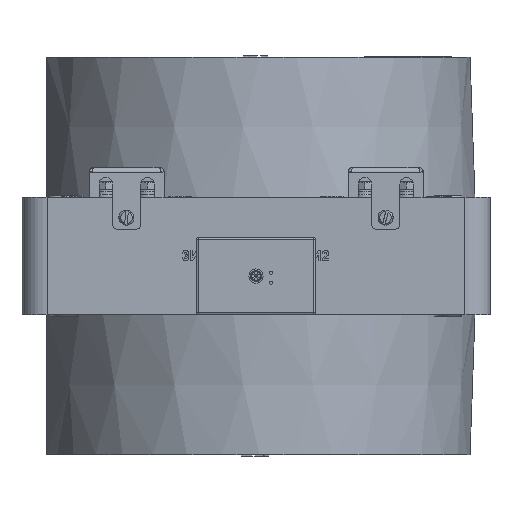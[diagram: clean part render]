
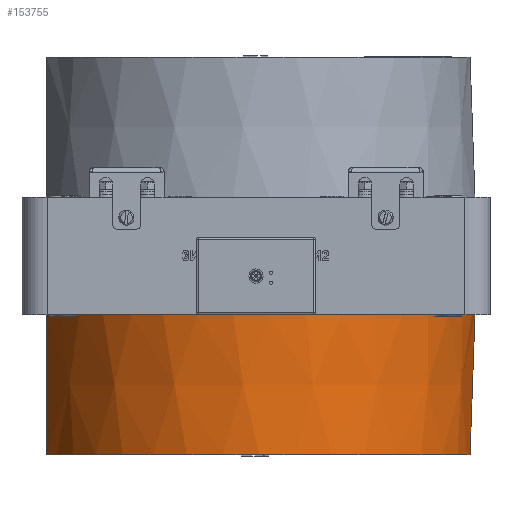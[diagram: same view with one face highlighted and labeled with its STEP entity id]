
A CAD part, front view. The second image highlights one B-rep face of the part: STEP entity #153755.
In plain terms, the highlighted conical face has half-angle 2 degrees and reference radius 131 mm.
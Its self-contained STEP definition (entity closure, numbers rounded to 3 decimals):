
#2383 = CARTESIAN_POINT ( 'NONE',  ( 131., 0., -35. ) ) ;
#4186 = CARTESIAN_POINT ( 'NONE',  ( 0., 0., -119. ) ) ;
#7706 = CARTESIAN_POINT ( 'NONE',  ( -125.367, -38., -35. ) ) ;
#10298 = CARTESIAN_POINT ( 'NONE',  ( -125.367, -28.464, -105.043 ) ) ;
#17449 = CONICAL_SURFACE ( 'NONE', #28047, 131., 0.035 ) ;
#19417 = DIRECTION ( 'NONE',  ( -1., 0., 0. ) ) ;
#25496 = CARTESIAN_POINT ( 'NONE',  ( -125.367, -26.155, -119. ) ) ;
#28047 = AXIS2_PLACEMENT_3D ( 'NONE', #141586, #96054, #82208 ) ;
#34528 = CARTESIAN_POINT ( 'NONE',  ( 128.067, 0., -119. ) ) ;
#34667 = LINE ( 'NONE', #2383, #190740 ) ;
#50370 = EDGE_CURVE ( 'NONE', #165851, #51522, #34667, .T. ) ;
#51522 = VERTEX_POINT ( 'NONE', #133162 ) ;
#55158 = CARTESIAN_POINT ( 'NONE',  ( -125.367, -36.311, -49.034 ) ) ;
#57189 = ORIENTED_EDGE ( 'NONE', *, *, #123735, .F. ) ;
#63210 = AXIS2_PLACEMENT_3D ( 'NONE', #77303, #182942, #92454 ) ;
#70380 = CARTESIAN_POINT ( 'NONE',  ( -125.367, -34.523, -63.056 ) ) ;
#77303 = CARTESIAN_POINT ( 'NONE',  ( 0., 0., -35. ) ) ;
#82208 = DIRECTION ( 'NONE',  ( 1., 0., 0. ) ) ;
#82973 = EDGE_CURVE ( 'NONE', #94239, #150186, #149418, .T. ) ;
#92454 = DIRECTION ( 'NONE',  ( 1., 0., 0. ) ) ;
#94239 = VERTEX_POINT ( 'NONE', #7706 ) ;
#96054 = DIRECTION ( 'NONE',  ( 0., 0., 1. ) ) ;
#100545 = CIRCLE ( 'NONE', #123236, 128.067 ) ;
#100793 = CARTESIAN_POINT ( 'NONE',  ( -125.367, -30.594, -91.06 ) ) ;
#101354 = EDGE_CURVE ( 'NONE', #150186, #165851, #100545, .T. ) ;
#107991 = DIRECTION ( 'NONE',  ( 0.035, 0., 0.999 ) ) ;
#109827 = DIRECTION ( 'NONE',  ( 0., 0., 1. ) ) ;
#115979 = CARTESIAN_POINT ( 'NONE',  ( -125.367, -27.347, -112.03 ) ) ;
#117116 = ORIENTED_EDGE ( 'NONE', *, *, #101354, .T. ) ;
#123236 = AXIS2_PLACEMENT_3D ( 'NONE', #4186, #109827, #19417 ) ;
#123735 = EDGE_CURVE ( 'NONE', #94239, #51522, #167498, .T. ) ;
#133162 = CARTESIAN_POINT ( 'NONE',  ( 131., 0., -35. ) ) ;
#140360 = ORIENTED_EDGE ( 'NONE', *, *, #82973, .T. ) ;
#141586 = CARTESIAN_POINT ( 'NONE',  ( 0., 0., -35. ) ) ;
#149418 = B_SPLINE_CURVE_WITH_KNOTS ( 'NONE', 3,
 ( #176080, #55158, #70380, #191303, #100793, #10298, #115979, #25496 ),
 .UNSPECIFIED., .F., .F.,
 ( 4, 2, 2, 4 ),
 ( 0.134, 0.177, 0.198, 0.219 ),
 .UNSPECIFIED. ) ;
#150186 = VERTEX_POINT ( 'NONE', #179642 ) ;
#153755 = ADVANCED_FACE ( 'NONE', ( #182851 ), #17449, .T. ) ;
#165851 = VERTEX_POINT ( 'NONE', #34528 ) ;
#167498 = CIRCLE ( 'NONE', #63210, 131. ) ;
#176080 = CARTESIAN_POINT ( 'NONE',  ( -125.367, -38., -35. ) ) ;
#177405 = EDGE_LOOP ( 'NONE', ( #117116, #179206, #57189, #140360 ) ) ;
#179206 = ORIENTED_EDGE ( 'NONE', *, *, #50370, .T. ) ;
#179642 = CARTESIAN_POINT ( 'NONE',  ( -125.367, -26.155, -119. ) ) ;
#182851 = FACE_OUTER_BOUND ( 'NONE', #177405, .T. ) ;
#182942 = DIRECTION ( 'NONE',  ( 0., 0., 1. ) ) ;
#190740 = VECTOR ( 'NONE', #107991, 1000. ) ;
#191303 = CARTESIAN_POINT ( 'NONE',  ( -125.367, -31.606, -84.062 ) ) ;
